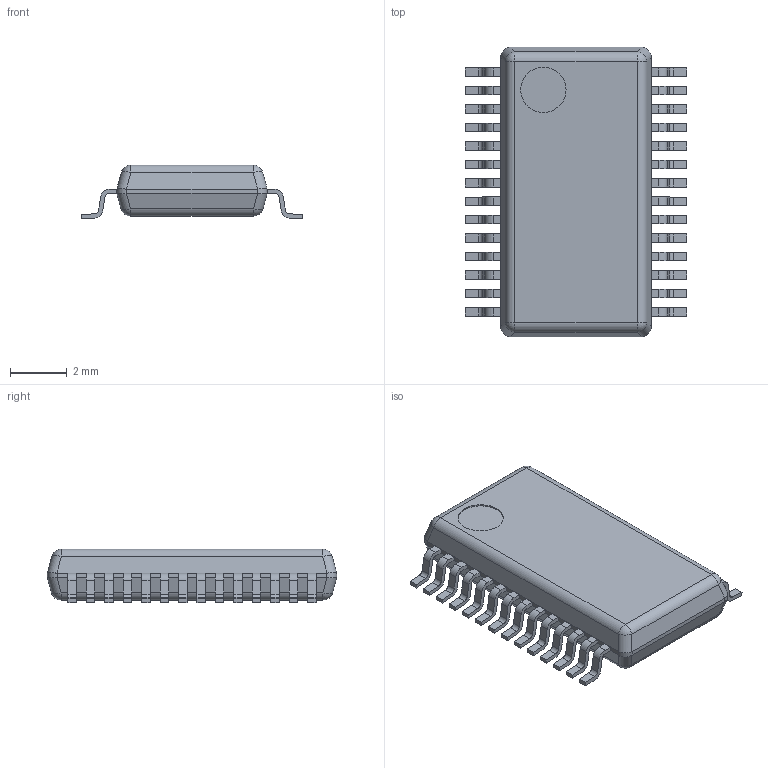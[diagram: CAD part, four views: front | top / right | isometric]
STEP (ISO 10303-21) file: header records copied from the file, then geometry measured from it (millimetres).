
FILE_DESCRIPTION((''),'2;1');
FILE_NAME('DB0028A_ASM','2018-03-19T08:48:15',('a0412086'),(''),'CREO PARAMETRIC BY PTC INC, 2017260','CREO PARAMETRIC BY PTC INC, 2017260','');
FILE_SCHEMA(('AUTOMOTIVE_DESIGN { 1 0 10303 214 1 1 1 1 }'));
Length unit declared in the file: millimetre
Products named in the file (4): BODY-SSOP; LEAD-SSOP; PIN1; DB0028A_ASM
Assembly tree (30 placements, depth 2):
  DB0028A_ASM
    BODY-SSOP
    LEAD-SSOP  x28
    PIN1
Bounding box: 7.8 x 10.2 x 1.9 mm (x, y, z)
Volume: 93 mm3; surface area: 194.7 mm2
Topology: 29 solids, 29 shells, 437 faces, 1110 edges, 732 vertices
Faces by surface type: plane 295, cylinder 134, sphere 8
Entity records: 2858 total; most frequent: CARTESIAN_POINT 493, DIRECTION 388, ORIENTED_EDGE 276, AXIS2_PLACEMENT_3D 149, PRESENTATION_STYLE_ASSIGNMENT 140, STYLED_ITEM 140, CURVE_STYLE 138, EDGE_CURVE 138
